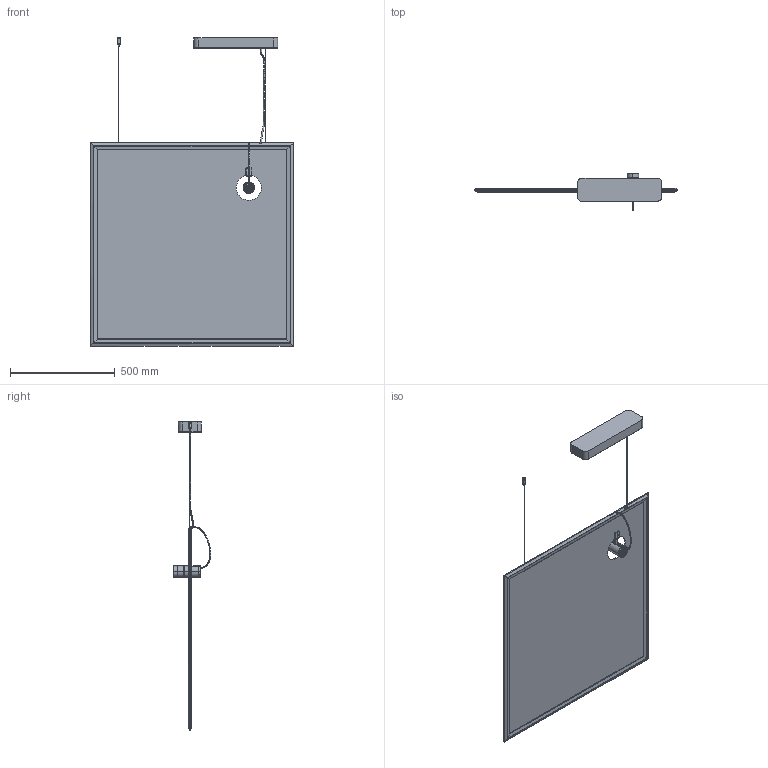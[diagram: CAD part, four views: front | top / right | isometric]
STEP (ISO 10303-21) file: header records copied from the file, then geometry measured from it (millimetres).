
FILE_DESCRIPTION(/* description */ (''),/* implementation_level */ '2;1');
FILE_NAME(/* name */ 'Discovery Spot Square',/* time_stamp */ '2025-02-18T16:29:54+01:00',/* author */ (''),/* organization */ (''),/* preprocessor_version */ 'ST-DEVELOPER v16.5',/* originating_system */ 'Rhino 7.38',/* authorisation */ '');
FILE_SCHEMA (('AUTOMOTIVE_DESIGN'));
Length unit declared in the file: millimetre
Products named in the file (7): Document; Blocco 07 02; Blocco 369; Blocco 396; Blocco 525; Blocco 555; Blocco 41
Assembly tree (6 placements, depth 2):
  Document
    Blocco 07 02
    Blocco 369
    Blocco 396
    Blocco 525
    Blocco 555
    Blocco 41
Bounding box: 970.05 x 177.89 x 1469.16 mm (x, y, z)
Volume: 7253615.8 mm3; surface area: 2292478.5 mm2
Topology: 10 solids, 152 shells, 838 faces, 2211 edges, 1501 vertices
Faces by surface type: bspline 485, cylinder 192, plane 161
Entity records: 51781 total; most frequent: CARTESIAN_POINT 31896, ORIENTED_EDGE 3751, EDGE_CURVE 2193, VERTEX_POINT 1498, B_SPLINE_CURVE_WITH_KNOTS 1078, COLOUR_RGB 876, FILL_AREA_STYLE_COLOUR 876, FILL_AREA_STYLE 876
